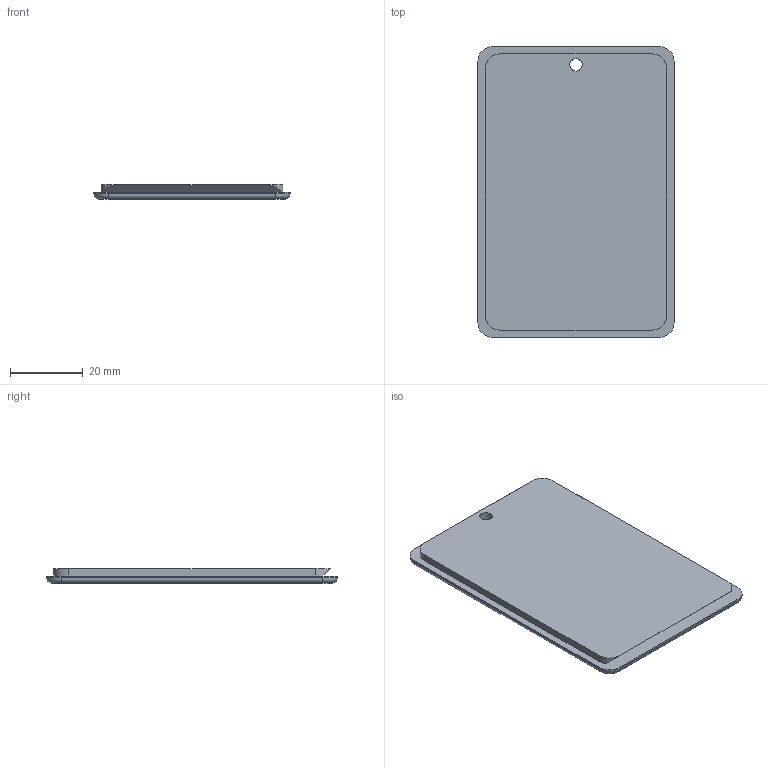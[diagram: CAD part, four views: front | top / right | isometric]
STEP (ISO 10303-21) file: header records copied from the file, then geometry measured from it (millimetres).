
FILE_DESCRIPTION(('FreeCAD Model'),'2;1');
FILE_NAME('Open CASCADE Shape Model','2025-11-13T19:20:32',(''),(''), 'Open CASCADE STEP processor 7.8','FreeCAD','Unknown');
FILE_SCHEMA(('AUTOMOTIVE_DESIGN { 1 0 10303 214 1 1 1 1 }'));
Length unit declared in the file: millimetre
Products named in the file (1): Lid
Bounding box: 54 x 80 x 4 mm (x, y, z)
Volume: 15913.7 mm3; surface area: 9605.4 mm2
Topology: 1 solids, 1 shells, 29 faces, 71 edges, 45 vertices
Faces by surface type: cylinder 13, plane 11, torus 4, cone 1
Full cylindrical faces by diameter (mm): 3.4 x1
Entity records: 892 total; most frequent: DIRECTION 166, CARTESIAN_POINT 146, ORIENTED_EDGE 142, EDGE_CURVE 71, AXIS2_PLACEMENT_3D 65, VERTEX_POINT 45, LINE 36, VECTOR 36
